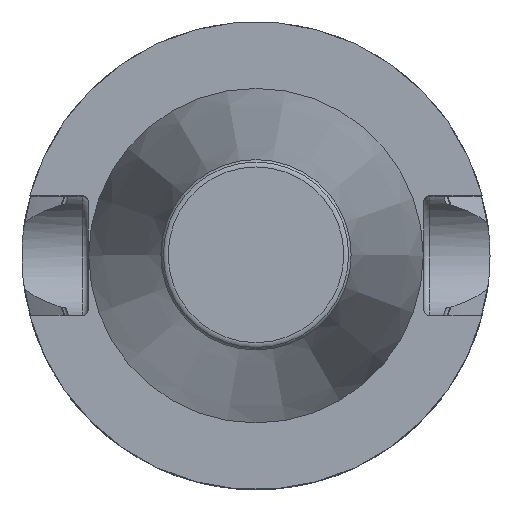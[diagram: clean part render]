
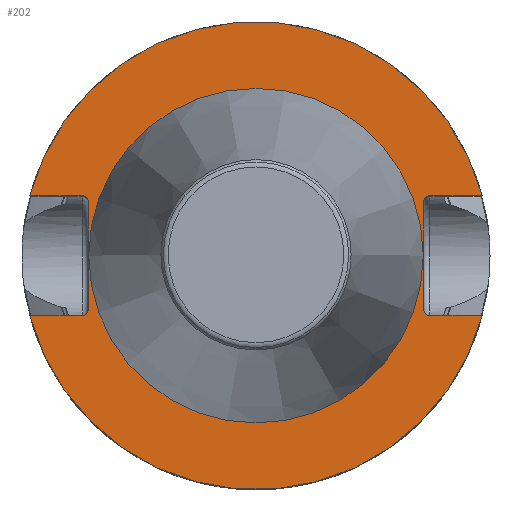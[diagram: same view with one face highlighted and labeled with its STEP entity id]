
A CAD part, top view. The second image highlights one B-rep face of the part: STEP entity #202.
In plain terms, the highlighted planar face has unit normal (0, 0, 1).
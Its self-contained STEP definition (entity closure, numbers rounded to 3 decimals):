
#133=LINE('',#1204,#167);
#134=LINE('',#1208,#168);
#135=LINE('',#1212,#169);
#136=LINE('',#1216,#170);
#137=LINE('',#1220,#171);
#138=LINE('',#1224,#172);
#167=VECTOR('',#963,1.);
#168=VECTOR('',#966,1.);
#169=VECTOR('',#969,1.);
#170=VECTOR('',#972,1.);
#171=VECTOR('',#975,1.);
#172=VECTOR('',#978,1.);
#202=ADVANCED_FACE('',(#269,#270),#253,.F.);
#253=PLANE('',#857);
#269=FACE_BOUND('',#307,.T.);
#270=FACE_BOUND('',#308,.T.);
#307=EDGE_LOOP('',(#377,#378,#379,#380,#381,#382,#383,#384,#385,#386,#387,
#388));
#308=EDGE_LOOP('',(#389));
#377=ORIENTED_EDGE('',*,*,#662,.T.);
#378=ORIENTED_EDGE('',*,*,#663,.F.);
#379=ORIENTED_EDGE('',*,*,#664,.T.);
#380=ORIENTED_EDGE('',*,*,#665,.T.);
#381=ORIENTED_EDGE('',*,*,#666,.T.);
#382=ORIENTED_EDGE('',*,*,#667,.F.);
#383=ORIENTED_EDGE('',*,*,#668,.T.);
#384=ORIENTED_EDGE('',*,*,#669,.T.);
#385=ORIENTED_EDGE('',*,*,#670,.T.);
#386=ORIENTED_EDGE('',*,*,#671,.T.);
#387=ORIENTED_EDGE('',*,*,#672,.T.);
#388=ORIENTED_EDGE('',*,*,#673,.F.);
#389=ORIENTED_EDGE('',*,*,#674,.T.);
#587=VERTEX_POINT('',#1202);
#588=VERTEX_POINT('',#1203);
#589=VERTEX_POINT('',#1205);
#590=VERTEX_POINT('',#1207);
#591=VERTEX_POINT('',#1209);
#592=VERTEX_POINT('',#1211);
#593=VERTEX_POINT('',#1213);
#594=VERTEX_POINT('',#1215);
#595=VERTEX_POINT('',#1217);
#596=VERTEX_POINT('',#1219);
#597=VERTEX_POINT('',#1221);
#598=VERTEX_POINT('',#1223);
#599=VERTEX_POINT('',#1226);
#662=EDGE_CURVE('',#587,#588,#767,.T.);
#663=EDGE_CURVE('',#589,#588,#133,.T.);
#664=EDGE_CURVE('',#589,#590,#768,.T.);
#665=EDGE_CURVE('',#590,#591,#134,.T.);
#666=EDGE_CURVE('',#591,#592,#769,.T.);
#667=EDGE_CURVE('',#593,#592,#135,.T.);
#668=EDGE_CURVE('',#593,#594,#770,.T.);
#669=EDGE_CURVE('',#594,#595,#136,.T.);
#670=EDGE_CURVE('',#595,#596,#771,.T.);
#671=EDGE_CURVE('',#596,#597,#137,.T.);
#672=EDGE_CURVE('',#597,#598,#772,.T.);
#673=EDGE_CURVE('',#587,#598,#138,.T.);
#674=EDGE_CURVE('',#599,#599,#773,.T.);
#767=CIRCLE('',#850,0.8);
#768=CIRCLE('',#851,0.8);
#769=CIRCLE('',#852,31.5);
#770=CIRCLE('',#853,0.8);
#771=CIRCLE('',#854,0.8);
#772=CIRCLE('',#855,31.5);
#773=CIRCLE('',#856,22.517);
#850=AXIS2_PLACEMENT_3D('',#1201,#961,#962);
#851=AXIS2_PLACEMENT_3D('',#1206,#964,#965);
#852=AXIS2_PLACEMENT_3D('',#1210,#967,#968);
#853=AXIS2_PLACEMENT_3D('',#1214,#970,#971);
#854=AXIS2_PLACEMENT_3D('',#1218,#973,#974);
#855=AXIS2_PLACEMENT_3D('',#1222,#976,#977);
#856=AXIS2_PLACEMENT_3D('',#1225,#979,#980);
#857=AXIS2_PLACEMENT_3D('',#1227,#981,#982);
#961=DIRECTION('',(0.,0.,-1.));
#962=DIRECTION('',(0.,1.,0.));
#963=DIRECTION('',(0.,1.,0.));
#964=DIRECTION('',(0.,0.,-1.));
#965=DIRECTION('',(1.,0.,0.));
#966=DIRECTION('',(-1.,0.,0.));
#967=DIRECTION('',(0.,0.,1.));
#968=DIRECTION('',(-0.967,-0.256,0.));
#969=DIRECTION('',(1.,0.,0.));
#970=DIRECTION('',(0.,0.,-1.));
#971=DIRECTION('',(0.,-1.,0.));
#972=DIRECTION('',(0.,1.,0.));
#973=DIRECTION('',(0.,0.,-1.));
#974=DIRECTION('',(-1.,0.,0.));
#975=DIRECTION('',(1.,0.,0.));
#976=DIRECTION('',(0.,0.,1.));
#977=DIRECTION('',(0.967,0.256,0.));
#978=DIRECTION('',(-1.,0.,0.));
#979=DIRECTION('',(0.,0.,-1.));
#980=DIRECTION('',(-1.,0.,0.));
#981=DIRECTION('',(0.,0.,-1.));
#982=DIRECTION('',(1.,0.,0.));
#1201=CARTESIAN_POINT('',(-23.4,7.25,-2.));
#1202=CARTESIAN_POINT('',(-23.4,8.05,-2.));
#1203=CARTESIAN_POINT('',(-22.6,7.25,-2.));
#1204=CARTESIAN_POINT('',(-22.6,-7.25,-2.));
#1205=CARTESIAN_POINT('',(-22.6,-7.25,-2.));
#1206=CARTESIAN_POINT('',(-23.4,-7.25,-2.));
#1207=CARTESIAN_POINT('',(-23.4,-8.05,-2.));
#1208=CARTESIAN_POINT('',(-23.4,-8.05,-2.));
#1209=CARTESIAN_POINT('',(-30.454,-8.05,-2.));
#1210=CARTESIAN_POINT('',(0.,0.,-2.));
#1211=CARTESIAN_POINT('',(30.454,-8.05,-2.));
#1212=CARTESIAN_POINT('',(23.4,-8.05,-2.));
#1213=CARTESIAN_POINT('',(23.4,-8.05,-2.));
#1214=CARTESIAN_POINT('',(23.4,-7.25,-2.));
#1215=CARTESIAN_POINT('',(22.6,-7.25,-2.));
#1216=CARTESIAN_POINT('',(22.6,-7.25,-2.));
#1217=CARTESIAN_POINT('',(22.6,7.25,-2.));
#1218=CARTESIAN_POINT('',(23.4,7.25,-2.));
#1219=CARTESIAN_POINT('',(23.4,8.05,-2.));
#1220=CARTESIAN_POINT('',(23.4,8.05,-2.));
#1221=CARTESIAN_POINT('',(30.454,8.05,-2.));
#1222=CARTESIAN_POINT('',(0.,0.,-2.));
#1223=CARTESIAN_POINT('',(-30.454,8.05,-2.));
#1224=CARTESIAN_POINT('',(-23.4,8.05,-2.));
#1225=CARTESIAN_POINT('',(0.,0.,-2.));
#1226=CARTESIAN_POINT('',(-22.517,0.,-2.));
#1227=CARTESIAN_POINT('',(0.,22.517,-2.));
